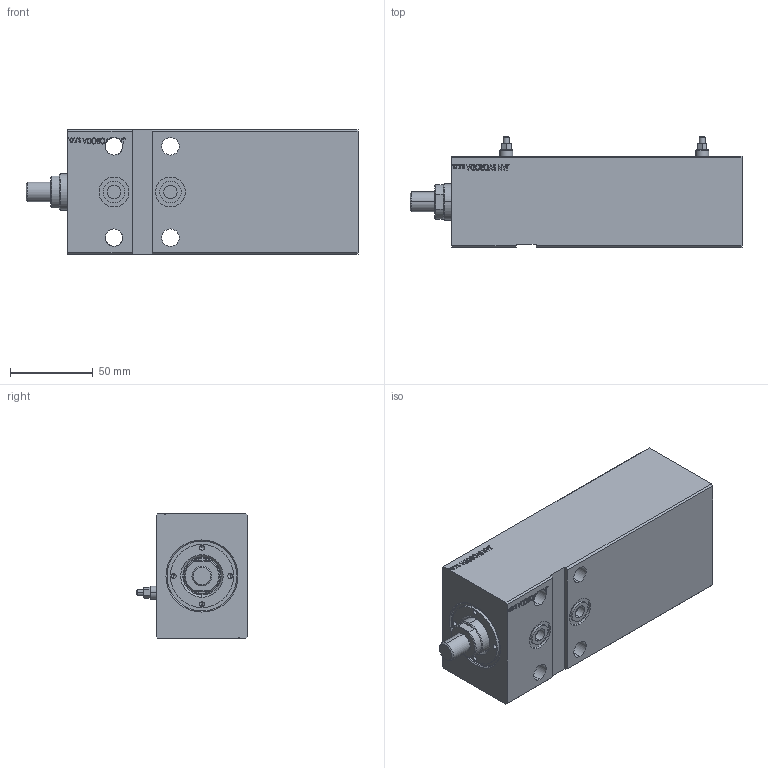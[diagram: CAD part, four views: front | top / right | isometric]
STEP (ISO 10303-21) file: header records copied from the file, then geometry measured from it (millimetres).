
FILE_DESCRIPTION (( 'STEP AP203' ), '1' );
FILE_NAME ('cb06.STEP', '2025-12-11T12:43:07', ( '' ), ( '' ), 'SwSTEP 2.0', 'SolidWorks 2019', '' );
FILE_SCHEMA (( 'CONFIG_CONTROL_DESIGN' ));
Length unit declared in the file: millimetre
Products named in the file (6): V500CZ_B_VC e72b9747f448638f29cf79cf1de44245; Zatka_Cushioning3 e72b9747f448638f29cf79cf1de44245; V500CZ_VCP_E e72b9747f448638f29cf79cf1de44245; cb06; V500CZ_E e72b9747f448638f29cf79cf1de44245; V500CZ_SMALL_MALE_METRIC e72b9747f448638f29cf79cf1de44245
Assembly tree (6 placements, depth 2):
  cb06
    V500CZ_E e72b9747f448638f29cf79cf1de44245
    V500CZ_VCP_E e72b9747f448638f29cf79cf1de44245
    V500CZ_SMALL_MALE_METRIC e72b9747f448638f29cf79cf1de44245
    V500CZ_B_VC e72b9747f448638f29cf79cf1de44245
    Zatka_Cushioning3 e72b9747f448638f29cf79cf1de44245  x2
Bounding box: 200 x 67 x 75 mm (x, y, z)
Volume: 668294.7 mm3; surface area: 99445.3 mm2
Topology: 6 solids, 6 shells, 876 faces, 2226 edges, 1463 vertices
Faces by surface type: plane 412, bspline 354, cylinder 68, cone 42
Entity records: 42654 total; most frequent: CARTESIAN_POINT 23741, ORIENTED_EDGE 4320, DIRECTION 2620, EDGE_CURVE 2160, VERTEX_POINT 1429, LINE 1260, VECTOR 1260, EDGE_LOOP 967
